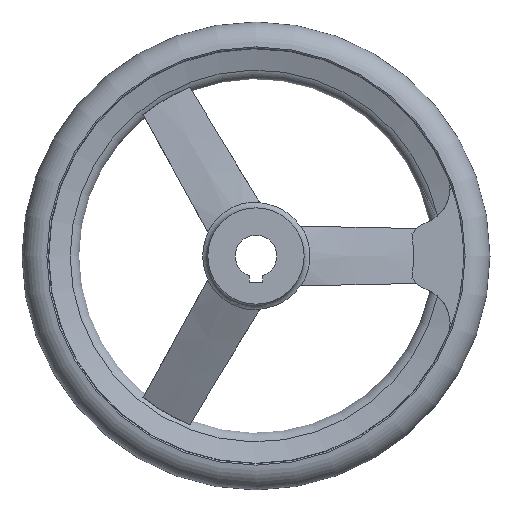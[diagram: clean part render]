
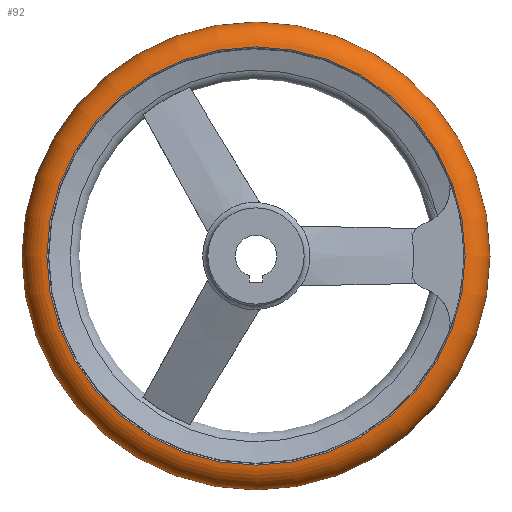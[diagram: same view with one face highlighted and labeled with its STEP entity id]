
A CAD part, front view. The second image highlights one B-rep face of the part: STEP entity #92.
In plain terms, the highlighted toroidal (fillet/blend) face has major radius 80 mm and minor radius 10 mm.
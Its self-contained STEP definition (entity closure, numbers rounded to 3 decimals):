
#92 = ADVANCED_FACE( '', ( #212, #213, #214 ), #215, .T. );
#212 = FACE_BOUND( '', #368, .T. );
#213 = FACE_OUTER_BOUND( '', #369, .T. );
#214 = FACE_OUTER_BOUND( '', #370, .T. );
#215 = TOROIDAL_SURFACE( '', #371, 80., 10. );
#368 = VERTEX_LOOP( '', #594 );
#369 = EDGE_LOOP( '', ( #595 ) );
#370 = EDGE_LOOP( '', ( #596 ) );
#371 = AXIS2_PLACEMENT_3D( '', #597, #598, #599 );
#594 = VERTEX_POINT( '', #954 );
#595 = ORIENTED_EDGE( '', *, *, #955, .T. );
#596 = ORIENTED_EDGE( '', *, *, #882, .F. );
#597 = CARTESIAN_POINT( '', ( 0., 32.5, 0. ) );
#598 = DIRECTION( '', ( 0., -1., 0. ) );
#599 = DIRECTION( '', ( 0., 0., -1. ) );
#882 = EDGE_CURVE( '', #1040, #1040, #1041, .T. );
#954 = CARTESIAN_POINT( '', ( 0., 32.5, -90. ) );
#955 = EDGE_CURVE( '', #1165, #1165, #1166, .T. );
#1040 = VERTEX_POINT( '', #1276 );
#1041 = CIRCLE( '', #1277, 80.417 );
#1165 = VERTEX_POINT( '', #1589 );
#1166 = CIRCLE( '', #1590, 80.417 );
#1276 = CARTESIAN_POINT( '', ( 0., 22.509, -80.417 ) );
#1277 = AXIS2_PLACEMENT_3D( '', #1984, #1985, #1986 );
#1589 = CARTESIAN_POINT( '', ( 0., 42.491, -80.417 ) );
#1590 = AXIS2_PLACEMENT_3D( '', #2082, #2083, #2084 );
#1984 = CARTESIAN_POINT( '', ( 0., 22.509, 0. ) );
#1985 = DIRECTION( '', ( 0., -1., 0. ) );
#1986 = DIRECTION( '', ( 0., 0., -1. ) );
#2082 = CARTESIAN_POINT( '', ( 0., 42.491, 0. ) );
#2083 = DIRECTION( '', ( 0., -1., 0. ) );
#2084 = DIRECTION( '', ( 0., 0., -1. ) );
